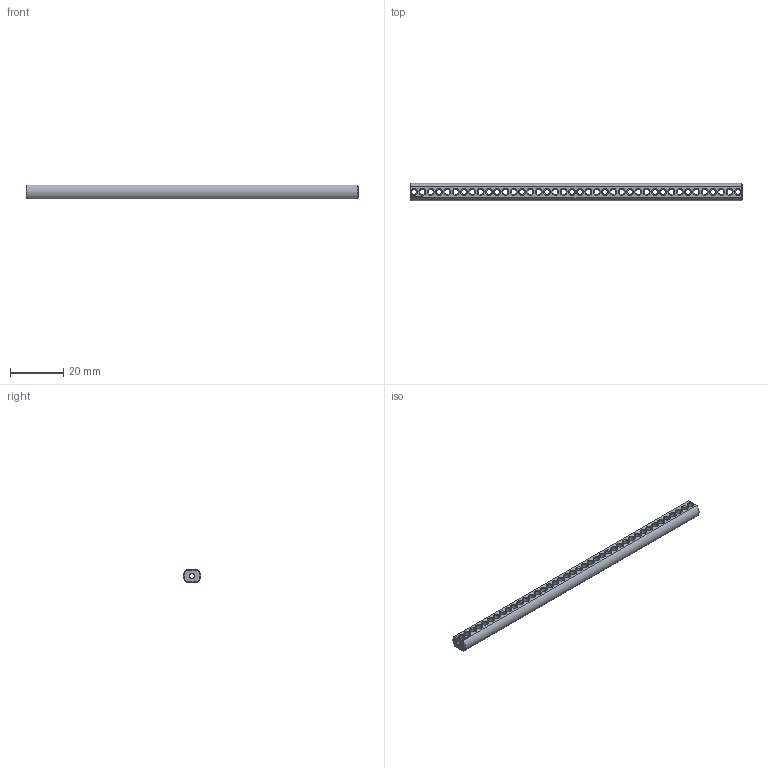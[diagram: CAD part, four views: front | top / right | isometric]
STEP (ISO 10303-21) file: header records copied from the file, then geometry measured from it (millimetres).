
FILE_DESCRIPTION(('FreeCAD Model'),'2;1');
FILE_NAME('Open CASCADE Shape Model','2024-06-18T13:11:54',(''),(''), 'Open CASCADE STEP processor 7.6','FreeCAD','Unknown');
FILE_SCHEMA(('AUTOMOTIVE_DESIGN { 1 0 10303 214 1 1 1 1 }'));
Length unit declared in the file: millimetre
Products named in the file (1): Shaft IDX BU10.00 - SPN-SFT-0160 (stemfie.org)
Bounding box: 125 x 6.6 x 5 mm (x, y, z)
Volume: 2852.2 mm3; surface area: 3613.5 mm2
Topology: 1 solids, 1 shells, 680 faces, 2025 edges, 1294 vertices
Faces by surface type: plane 309, extrusion 164, cylinder 123, cone 84
Full cylindrical faces by diameter (mm): 2 x121
Entity records: 23285 total; most frequent: CARTESIAN_POINT 4984, ORIENTED_EDGE 4050, DIRECTION 3401, EDGE_CURVE 2025, VECTOR 1355, VERTEX_POINT 1294, LINE 1191, AXIS2_PLACEMENT_3D 1023
